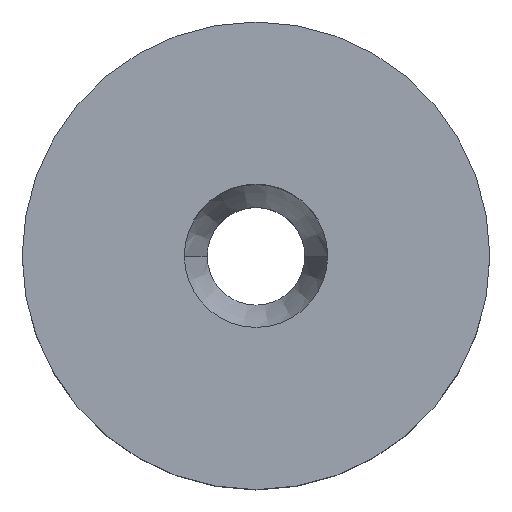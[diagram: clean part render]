
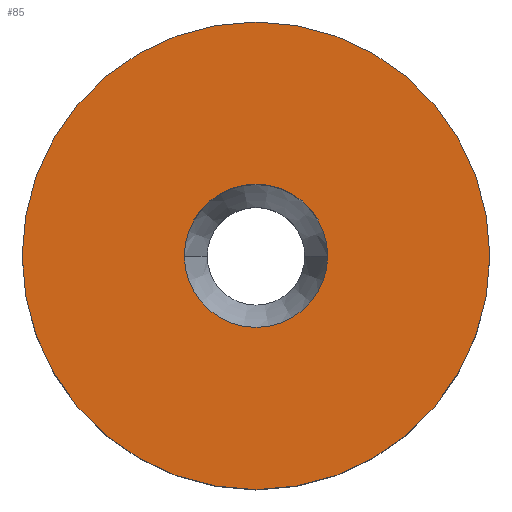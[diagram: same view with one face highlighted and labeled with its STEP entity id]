
A CAD part, top view. The second image highlights one B-rep face of the part: STEP entity #85.
In plain terms, the highlighted planar face has unit normal (0, 0, 1).
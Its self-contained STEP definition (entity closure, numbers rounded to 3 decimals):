
#85 = ADVANCED_FACE( '', ( #115, #116 ), #117, .T. );
#115 = FACE_OUTER_BOUND( '', #155, .T. );
#116 = FACE_BOUND( '', #156, .T. );
#117 = PLANE( '', #157 );
#155 = EDGE_LOOP( '', ( #244, #245 ) );
#156 = EDGE_LOOP( '', ( #246, #247 ) );
#157 = AXIS2_PLACEMENT_3D( '', #248, #249, #250 );
#244 = ORIENTED_EDGE( '', *, *, #324, .T. );
#245 = ORIENTED_EDGE( '', *, *, #325, .T. );
#246 = ORIENTED_EDGE( '', *, *, #323, .F. );
#247 = ORIENTED_EDGE( '', *, *, #321, .F. );
#248 = CARTESIAN_POINT( '', ( 40., 0., 60.813 ) );
#249 = DIRECTION( '', ( 0., 0., 1. ) );
#250 = DIRECTION( '', ( 1., 0., 0. ) );
#321 = EDGE_CURVE( '', #370, #372, #373, .T. );
#323 = EDGE_CURVE( '', #372, #370, #375, .T. );
#324 = EDGE_CURVE( '', #376, #377, #378, .T. );
#325 = EDGE_CURVE( '', #377, #376, #379, .T. );
#370 = VERTEX_POINT( '', #434 );
#372 = VERTEX_POINT( '', #437 );
#373 = CIRCLE( '', #438, 12.255 );
#375 = CIRCLE( '', #441, 12.255 );
#376 = VERTEX_POINT( '', #442 );
#377 = VERTEX_POINT( '', #443 );
#378 = CIRCLE( '', #444, 40. );
#379 = CIRCLE( '', #445, 40. );
#434 = CARTESIAN_POINT( '', ( -12.255, 0., 60.813 ) );
#437 = CARTESIAN_POINT( '', ( 12.255, 0., 60.813 ) );
#438 = AXIS2_PLACEMENT_3D( '', #513, #514, #515 );
#441 = AXIS2_PLACEMENT_3D( '', #517, #518, #519 );
#442 = CARTESIAN_POINT( '', ( -40., 0., 60.813 ) );
#443 = CARTESIAN_POINT( '', ( 40., 0., 60.813 ) );
#444 = AXIS2_PLACEMENT_3D( '', #520, #521, #522 );
#445 = AXIS2_PLACEMENT_3D( '', #523, #524, #525 );
#513 = CARTESIAN_POINT( '', ( 0., 0., 60.813 ) );
#514 = DIRECTION( '', ( 0., 0., 1. ) );
#515 = DIRECTION( '', ( 1., 0., 0. ) );
#517 = CARTESIAN_POINT( '', ( 0., 0., 60.813 ) );
#518 = DIRECTION( '', ( 0., 0., 1. ) );
#519 = DIRECTION( '', ( 1., 0., 0. ) );
#520 = CARTESIAN_POINT( '', ( 0., 0., 60.813 ) );
#521 = DIRECTION( '', ( 0., 0., 1. ) );
#522 = DIRECTION( '', ( 1., 0., 0. ) );
#523 = CARTESIAN_POINT( '', ( 0., 0., 60.813 ) );
#524 = DIRECTION( '', ( 0., 0., 1. ) );
#525 = DIRECTION( '', ( 1., 0., 0. ) );
